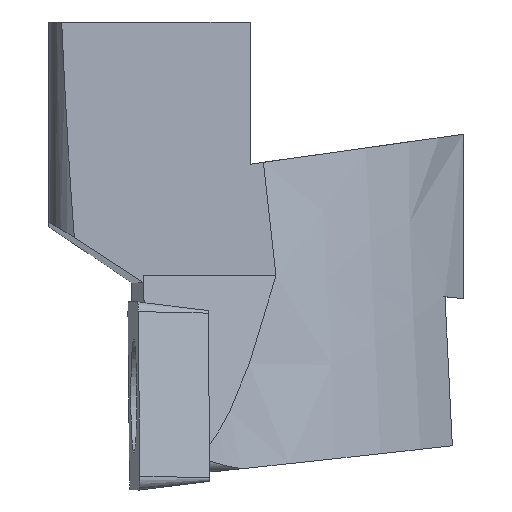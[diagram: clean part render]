
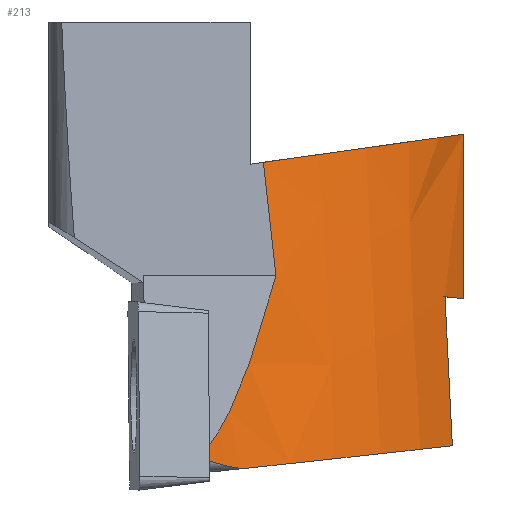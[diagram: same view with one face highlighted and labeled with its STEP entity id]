
A CAD part, left-side view. The second image highlights one B-rep face of the part: STEP entity #213.
In plain terms, the highlighted face is a extrusion surface.
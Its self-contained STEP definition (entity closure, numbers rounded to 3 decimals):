
#131=SURFACE_OF_LINEAR_EXTRUSION('',#149,#1181);
#149=CIRCLE('',#1338,11.553);
#173=B_SPLINE_CURVE_WITH_KNOTS('',3,(#1773,#1774,#1775,#1776,#1777,#1778),
 .UNSPECIFIED.,.F.,.F.,(4,2,4),(0.,0.5,1.),.UNSPECIFIED.);
#174=B_SPLINE_CURVE_WITH_KNOTS('',3,(#1783,#1784,#1785,#1786),
 .UNSPECIFIED.,.F.,.F.,(4,4),(0.,1.),.UNSPECIFIED.);
#175=B_SPLINE_CURVE_WITH_KNOTS('',3,(#1801,#1802,#1803,#1804),
 .UNSPECIFIED.,.F.,.F.,(4,4),(0.,1.),.UNSPECIFIED.);
#176=B_SPLINE_CURVE_WITH_KNOTS('',3,(#1805,#1806,#1807,#1808),
 .UNSPECIFIED.,.F.,.F.,(4,4),(0.,1.),.UNSPECIFIED.);
#177=B_SPLINE_CURVE_WITH_KNOTS('',3,(#1810,#1811,#1812,#1813),
 .UNSPECIFIED.,.F.,.F.,(4,4),(0.,1.),.UNSPECIFIED.);
#178=B_SPLINE_CURVE_WITH_KNOTS('',3,(#1815,#1816,#1817,#1818),
 .UNSPECIFIED.,.F.,.F.,(4,4),(0.,1.),.UNSPECIFIED.);
#179=B_SPLINE_CURVE_WITH_KNOTS('',3,(#1822,#1823,#1824,#1825),
 .UNSPECIFIED.,.F.,.F.,(4,4),(0.,1.),.UNSPECIFIED.);
#180=B_SPLINE_CURVE_WITH_KNOTS('',3,(#1827,#1828,#1829,#1830),
 .UNSPECIFIED.,.F.,.F.,(4,4),(0.,1.),.UNSPECIFIED.);
#213=ADVANCED_FACE('',(#327),#131,.T.);
#327=FACE_OUTER_BOUND('',#381,.T.);
#381=EDGE_LOOP('',(#478,#479,#480,#481,#482,#483,#484,#485,#486));
#478=ORIENTED_EDGE('',*,*,#909,.T.);
#479=ORIENTED_EDGE('',*,*,#919,.T.);
#480=ORIENTED_EDGE('',*,*,#912,.F.);
#481=ORIENTED_EDGE('',*,*,#920,.F.);
#482=ORIENTED_EDGE('',*,*,#921,.F.);
#483=ORIENTED_EDGE('',*,*,#922,.F.);
#484=ORIENTED_EDGE('',*,*,#923,.F.);
#485=ORIENTED_EDGE('',*,*,#924,.F.);
#486=ORIENTED_EDGE('',*,*,#925,.T.);
#795=VERTEX_POINT('',#1771);
#797=VERTEX_POINT('',#1779);
#798=VERTEX_POINT('',#1787);
#799=VERTEX_POINT('',#1788);
#804=VERTEX_POINT('',#1809);
#805=VERTEX_POINT('',#1814);
#806=VERTEX_POINT('',#1819);
#807=VERTEX_POINT('',#1821);
#808=VERTEX_POINT('',#1826);
#909=EDGE_CURVE('',#797,#795,#173,.T.);
#912=EDGE_CURVE('',#798,#799,#174,.T.);
#919=EDGE_CURVE('',#795,#799,#175,.T.);
#920=EDGE_CURVE('',#804,#798,#176,.T.);
#921=EDGE_CURVE('',#805,#804,#177,.T.);
#922=EDGE_CURVE('',#806,#805,#178,.T.);
#923=EDGE_CURVE('',#807,#806,#1079,.T.);
#924=EDGE_CURVE('',#808,#807,#179,.T.);
#925=EDGE_CURVE('',#808,#797,#180,.T.);
#1079=LINE('',#1820,#1180);
#1180=VECTOR('',#1468,1.);
#1181=VECTOR('',#1471,1.);
#1338=AXIS2_PLACEMENT_3D('',#1831,#1469,#1470);
#1468=DIRECTION('',(-0.087,0.,-0.996));
#1469=DIRECTION('',(0.,0.,-1.));
#1470=DIRECTION('',(-0.999,-0.054,0.));
#1471=DIRECTION('',(-0.087,0.,-0.996));
#1771=CARTESIAN_POINT('',(-10.527,4.371,-9.511));
#1773=CARTESIAN_POINT('',(-9.391,2.109,-3.768));
#1774=CARTESIAN_POINT('',(-9.582,2.371,-4.769));
#1775=CARTESIAN_POINT('',(-9.773,2.661,-5.762));
#1776=CARTESIAN_POINT('',(-10.153,3.361,-7.703));
#1777=CARTESIAN_POINT('',(-10.347,3.749,-8.681));
#1778=CARTESIAN_POINT('',(-10.527,4.371,-9.511));
#1779=CARTESIAN_POINT('',(-9.391,2.109,-3.768));
#1783=CARTESIAN_POINT('',(-10.349,3.271,-10.284));
#1784=CARTESIAN_POINT('',(-10.444,3.638,-10.221));
#1785=CARTESIAN_POINT('',(-10.52,4.006,-10.15));
#1786=CARTESIAN_POINT('',(-10.572,4.369,-10.026));
#1787=CARTESIAN_POINT('',(-10.349,3.271,-10.284));
#1788=CARTESIAN_POINT('',(-10.572,4.369,-10.026));
#1801=CARTESIAN_POINT('',(-10.527,4.371,-9.511));
#1802=CARTESIAN_POINT('',(-10.542,4.37,-9.682));
#1803=CARTESIAN_POINT('',(-10.557,4.369,-9.854));
#1804=CARTESIAN_POINT('',(-10.572,4.369,-10.026));
#1805=CARTESIAN_POINT('',(-4.602,-3.845,-9.504));
#1806=CARTESIAN_POINT('',(-7.371,-2.368,-9.675));
#1807=CARTESIAN_POINT('',(-9.494,0.264,-9.963));
#1808=CARTESIAN_POINT('',(-10.349,3.271,-10.284));
#1809=CARTESIAN_POINT('',(-4.602,-3.845,-9.504));
#1810=CARTESIAN_POINT('',(-4.602,-3.596,-4.477));
#1811=CARTESIAN_POINT('',(-4.602,-3.683,-6.152));
#1812=CARTESIAN_POINT('',(-4.602,-3.766,-7.828));
#1813=CARTESIAN_POINT('',(-4.602,-3.845,-9.504));
#1814=CARTESIAN_POINT('',(-4.602,-3.596,-4.477));
#1815=CARTESIAN_POINT('',(-3.409,-4.216,-4.542));
#1816=CARTESIAN_POINT('',(-3.818,-4.033,-4.523));
#1817=CARTESIAN_POINT('',(-4.217,-3.826,-4.501));
#1818=CARTESIAN_POINT('',(-4.602,-3.596,-4.477));
#1819=CARTESIAN_POINT('',(-3.409,-4.216,-4.542));
#1820=CARTESIAN_POINT('',(-3.046,-4.216,-0.4));
#1821=CARTESIAN_POINT('',(-2.922,-4.216,1.012));
#1822=CARTESIAN_POINT('',(-9.213,2.534,0.063));
#1823=CARTESIAN_POINT('',(-8.148,-0.416,0.478));
#1824=CARTESIAN_POINT('',(-5.85,-2.919,0.83));
#1825=CARTESIAN_POINT('',(-2.922,-4.216,1.012));
#1826=CARTESIAN_POINT('',(-9.213,2.534,0.063));
#1827=CARTESIAN_POINT('',(-9.213,2.534,0.063));
#1828=CARTESIAN_POINT('',(-9.271,2.381,-1.213));
#1829=CARTESIAN_POINT('',(-9.331,2.241,-2.49));
#1830=CARTESIAN_POINT('',(-9.391,2.109,-3.768));
#1831=CARTESIAN_POINT('',(18.128,6.336,187.6));
